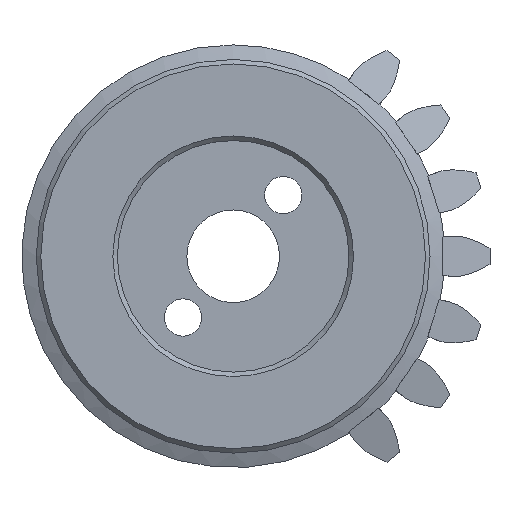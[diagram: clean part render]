
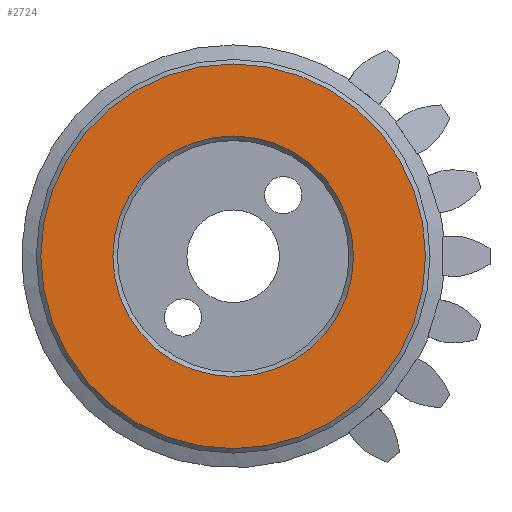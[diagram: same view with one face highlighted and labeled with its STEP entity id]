
A CAD part, front view. The second image highlights one B-rep face of the part: STEP entity #2724.
In plain terms, the highlighted planar face has unit normal (0, -1, 0).
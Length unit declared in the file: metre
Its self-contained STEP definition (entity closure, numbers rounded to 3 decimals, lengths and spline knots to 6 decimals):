
#720=PLANE('',#2913);
#751=CIRCLE('',#2914,0.017024);
#752=CIRCLE('',#2915,0.01065);
#1521=ORIENTED_EDGE('',*,*,#1926,.T.);
#1522=ORIENTED_EDGE('',*,*,#1927,.T.);
#1926=EDGE_CURVE('',#2187,#2187,#751,.F.);
#1927=EDGE_CURVE('',#2188,#2188,#752,.T.);
#2187=VERTEX_POINT('',#4530);
#2188=VERTEX_POINT('',#4532);
#2388=EDGE_LOOP('',(#1521));
#2389=EDGE_LOOP('',(#1522));
#2554=FACE_BOUND('',#2388,.T.);
#2555=FACE_BOUND('',#2389,.T.);
#2724=ADVANCED_FACE('',(#2554,#2555),#720,.F.);
#2913=AXIS2_PLACEMENT_3D('',#4528,#3558,#3559);
#2914=AXIS2_PLACEMENT_3D('',#4529,#3560,#3561);
#2915=AXIS2_PLACEMENT_3D('',#4531,#3562,#3563);
#3558=DIRECTION('',(0.,1.,0.));
#3559=DIRECTION('',(-1.,0.,0.));
#3560=DIRECTION('',(0.,1.,0.));
#3561=DIRECTION('',(0.,0.,1.));
#3562=DIRECTION('',(0.,1.,0.));
#3563=DIRECTION('',(0.,0.,1.));
#4528=CARTESIAN_POINT('',(0.162007,-0.003685,0.111811));
#4529=CARTESIAN_POINT('',(0.225,-0.003685,0.12));
#4530=CARTESIAN_POINT('',(0.225,-0.003685,0.137024));
#4531=CARTESIAN_POINT('',(0.225,-0.003685,0.12));
#4532=CARTESIAN_POINT('',(0.225,-0.003685,0.13065));
